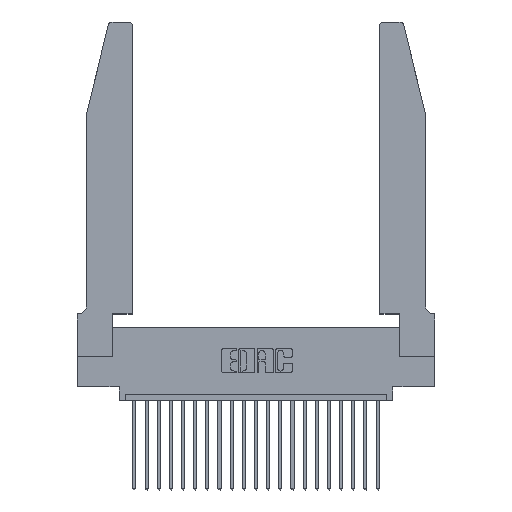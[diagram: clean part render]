
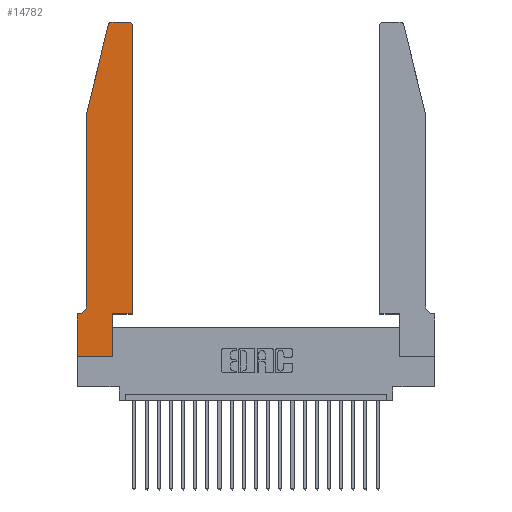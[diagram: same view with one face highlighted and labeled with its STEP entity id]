
A CAD part, top view. The second image highlights one B-rep face of the part: STEP entity #14782.
In plain terms, the highlighted planar face has unit normal (0, 0, 1).
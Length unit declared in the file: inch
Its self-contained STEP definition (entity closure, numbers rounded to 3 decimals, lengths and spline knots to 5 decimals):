
#250 = ORIENTED_EDGE ( 'NONE', *, *, #17202, .T. ) ;
#295 = EDGE_CURVE ( 'NONE', #17405, #17313, #8154, .T. ) ;
#300 = DIRECTION ( 'NONE',  ( 1., 0., 0. ) ) ;
#702 = LINE ( 'NONE', #7738, #4423 ) ;
#1313 = EDGE_CURVE ( 'NONE', #17313, #10210, #13832, .T. ) ;
#1576 = ORIENTED_EDGE ( 'NONE', *, *, #21930, .T. ) ;
#2458 = VECTOR ( 'NONE', #15707, 39.37008 ) ;
#3249 = ORIENTED_EDGE ( 'NONE', *, *, #1313, .T. ) ;
#3266 = CARTESIAN_POINT ( 'NONE',  ( 0., 0.35, 0.37 ) ) ;
#3638 = ORIENTED_EDGE ( 'NONE', *, *, #5178, .T. ) ;
#3857 = ORIENTED_EDGE ( 'NONE', *, *, #14995, .T. ) ;
#4103 = CARTESIAN_POINT ( 'NONE',  ( 0., 0.35, 0.37 ) ) ;
#4286 = DIRECTION ( 'NONE',  ( 0., 0., -1. ) ) ;
#4423 = VECTOR ( 'NONE', #18436, 39.37008 ) ;
#4543 = VECTOR ( 'NONE', #22821, 39.37008 ) ;
#4765 = VERTEX_POINT ( 'NONE', #20978 ) ;
#4848 = CARTESIAN_POINT ( 'NONE',  ( 0., 0., 0.37 ) ) ;
#5178 = EDGE_CURVE ( 'NONE', #8032, #4765, #13578, .T. ) ;
#5298 = FACE_OUTER_BOUND ( 'NONE', #18588, .T. ) ;
#5453 = ORIENTED_EDGE ( 'NONE', *, *, #22898, .T. ) ;
#5467 = VERTEX_POINT ( 'NONE', #9456 ) ;
#5481 = AXIS2_PLACEMENT_3D ( 'NONE', #7805, #4286, #12076 ) ;
#6621 = VECTOR ( 'NONE', #22839, 39.37008 ) ;
#6656 = VERTEX_POINT ( 'NONE', #7311 ) ;
#6893 = LINE ( 'NONE', #21266, #6621 ) ;
#7311 = CARTESIAN_POINT ( 'NONE',  ( 0.0755, 2., 0.37 ) ) ;
#7522 = CARTESIAN_POINT ( 'NONE',  ( 0.284, 2.72, 0.37 ) ) ;
#7548 = PLANE ( 'NONE',  #15518 ) ;
#7621 = AXIS2_PLACEMENT_3D ( 'NONE', #16221, #11135, #9016 ) ;
#7738 = CARTESIAN_POINT ( 'NONE',  ( 0.0755, 2., 0.37 ) ) ;
#7805 = CARTESIAN_POINT ( 'NONE',  ( 0.0055, 0.42, 0.37 ) ) ;
#8032 = VERTEX_POINT ( 'NONE', #8811 ) ;
#8154 = LINE ( 'NONE', #21866, #11314 ) ;
#8358 = LINE ( 'NONE', #18461, #14940 ) ;
#8406 = CARTESIAN_POINT ( 'NONE',  ( 0.284, 2.75, 0.37 ) ) ;
#8567 = DIRECTION ( 'NONE',  ( 0., 1., 0. ) ) ;
#8811 = CARTESIAN_POINT ( 'NONE',  ( 0.0755, 0.42, 0.37 ) ) ;
#9016 = DIRECTION ( 'NONE',  ( 1., 0., 0. ) ) ;
#9456 = CARTESIAN_POINT ( 'NONE',  ( 0., 0., 0.37 ) ) ;
#9524 = ORIENTED_EDGE ( 'NONE', *, *, #17317, .T. ) ;
#9950 = DIRECTION ( 'NONE',  ( 0., 0., 1. ) ) ;
#10165 = CARTESIAN_POINT ( 'NONE',  ( 0.0755, 2., 0.37 ) ) ;
#10210 = VERTEX_POINT ( 'NONE', #19216 ) ;
#10274 = CARTESIAN_POINT ( 'NONE',  ( 0.25487, 2.72718, 0.37 ) ) ;
#11135 = DIRECTION ( 'NONE',  ( 0., 0., 1. ) ) ;
#11210 = CARTESIAN_POINT ( 'NONE',  ( 0.4205, 2.75, 0.37 ) ) ;
#11314 = VECTOR ( 'NONE', #19536, 39.37008 ) ;
#11538 = DIRECTION ( 'NONE',  ( -1., 0., 0. ) ) ;
#11588 = VERTEX_POINT ( 'NONE', #11210 ) ;
#12076 = DIRECTION ( 'NONE',  ( -1., 0., 0. ) ) ;
#13185 = VERTEX_POINT ( 'NONE', #22436 ) ;
#13578 = CIRCLE ( 'NONE', #5481, 0.07 ) ;
#13585 = ORIENTED_EDGE ( 'NONE', *, *, #21344, .T. ) ;
#13832 = LINE ( 'NONE', #19351, #21693 ) ;
#14291 = VERTEX_POINT ( 'NONE', #10274 ) ;
#14655 = CIRCLE ( 'NONE', #18905, 0.03 ) ;
#14782 = ADVANCED_FACE ( 'NONE', ( #5298 ), #7548, .T. ) ;
#14869 = CIRCLE ( 'NONE', #7621, 0.03 ) ;
#14940 = VECTOR ( 'NONE', #18536, 39.37008 ) ;
#14995 = EDGE_CURVE ( 'NONE', #5467, #17405, #17608, .T. ) ;
#15393 = LINE ( 'NONE', #10165, #4543 ) ;
#15518 = AXIS2_PLACEMENT_3D ( 'NONE', #4103, #9950, #22681 ) ;
#15707 = DIRECTION ( 'NONE',  ( 1., 0., 0. ) ) ;
#16221 = CARTESIAN_POINT ( 'NONE',  ( 0.4205, 2.72, 0.37 ) ) ;
#16324 = ORIENTED_EDGE ( 'NONE', *, *, #19555, .T. ) ;
#17202 = EDGE_CURVE ( 'NONE', #17336, #14291, #14655, .T. ) ;
#17313 = VERTEX_POINT ( 'NONE', #17618 ) ;
#17317 = EDGE_CURVE ( 'NONE', #21718, #5467, #6893, .T. ) ;
#17336 = VERTEX_POINT ( 'NONE', #8406 ) ;
#17405 = VERTEX_POINT ( 'NONE', #19962 ) ;
#17608 = LINE ( 'NONE', #4848, #2458 ) ;
#17618 = CARTESIAN_POINT ( 'NONE',  ( 0.2865, 0.35, 0.37 ) ) ;
#17959 = EDGE_CURVE ( 'NONE', #13185, #11588, #14869, .T. ) ;
#18436 = DIRECTION ( 'NONE',  ( -0.239, -0.971, 0. ) ) ;
#18461 = CARTESIAN_POINT ( 'NONE',  ( 0.0755, 0.35, 0.37 ) ) ;
#18536 = DIRECTION ( 'NONE',  ( -1., 0., 0. ) ) ;
#18588 = EDGE_LOOP ( 'NONE', ( #13585, #250, #1576, #16324, #3638, #5453, #9524, #3857, #19209, #3249, #23213, #22567 ) ) ;
#18905 = AXIS2_PLACEMENT_3D ( 'NONE', #7522, #22018, #300 ) ;
#19209 = ORIENTED_EDGE ( 'NONE', *, *, #295, .T. ) ;
#19216 = CARTESIAN_POINT ( 'NONE',  ( 0.4505, 0.35, 0.37 ) ) ;
#19351 = CARTESIAN_POINT ( 'NONE',  ( 0.4505, 0.35, 0.37 ) ) ;
#19536 = DIRECTION ( 'NONE',  ( 0., 1., 0. ) ) ;
#19555 = EDGE_CURVE ( 'NONE', #6656, #8032, #15393, .T. ) ;
#19800 = LINE ( 'NONE', #22424, #22592 ) ;
#19962 = CARTESIAN_POINT ( 'NONE',  ( 0.2865, 0., 0.37 ) ) ;
#20933 = VECTOR ( 'NONE', #8567, 39.37008 ) ;
#20978 = CARTESIAN_POINT ( 'NONE',  ( 0.0055, 0.35, 0.37 ) ) ;
#21049 = EDGE_CURVE ( 'NONE', #10210, #13185, #21460, .T. ) ;
#21133 = DIRECTION ( 'NONE',  ( 1., 0., 0. ) ) ;
#21266 = CARTESIAN_POINT ( 'NONE',  ( 0., 0., 0.37 ) ) ;
#21330 = CARTESIAN_POINT ( 'NONE',  ( 0.4505, 0.35, 0.37 ) ) ;
#21344 = EDGE_CURVE ( 'NONE', #11588, #17336, #19800, .T. ) ;
#21460 = LINE ( 'NONE', #21330, #20933 ) ;
#21693 = VECTOR ( 'NONE', #21133, 39.37008 ) ;
#21718 = VERTEX_POINT ( 'NONE', #3266 ) ;
#21866 = CARTESIAN_POINT ( 'NONE',  ( 0.2865, 0.35, 0.37 ) ) ;
#21930 = EDGE_CURVE ( 'NONE', #14291, #6656, #702, .T. ) ;
#22018 = DIRECTION ( 'NONE',  ( 0., 0., 1. ) ) ;
#22424 = CARTESIAN_POINT ( 'NONE',  ( 0.2605, 2.75, 0.37 ) ) ;
#22436 = CARTESIAN_POINT ( 'NONE',  ( 0.4505, 2.72, 0.37 ) ) ;
#22567 = ORIENTED_EDGE ( 'NONE', *, *, #17959, .T. ) ;
#22592 = VECTOR ( 'NONE', #11538, 39.37008 ) ;
#22681 = DIRECTION ( 'NONE',  ( 1., 0., 0. ) ) ;
#22821 = DIRECTION ( 'NONE',  ( 0., -1., 0. ) ) ;
#22839 = DIRECTION ( 'NONE',  ( 0., -1., 0. ) ) ;
#22898 = EDGE_CURVE ( 'NONE', #4765, #21718, #8358, .T. ) ;
#23213 = ORIENTED_EDGE ( 'NONE', *, *, #21049, .T. ) ;
